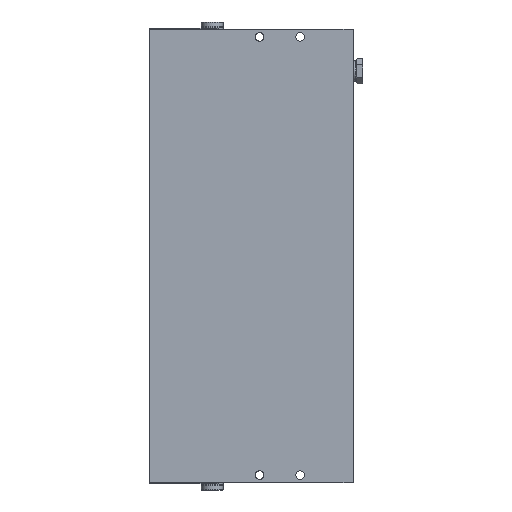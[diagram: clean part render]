
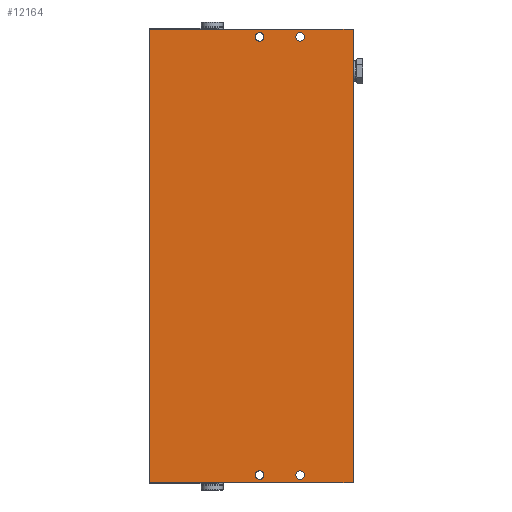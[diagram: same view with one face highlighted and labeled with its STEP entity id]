
A CAD part, front view. The second image highlights one B-rep face of the part: STEP entity #12164.
In plain terms, the highlighted planar face has unit normal (0, -1, 0).
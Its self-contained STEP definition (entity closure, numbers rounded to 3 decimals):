
#905=CIRCLE('',#13396,2.75);
#906=CIRCLE('',#13397,2.75);
#907=CIRCLE('',#13398,2.75);
#908=CIRCLE('',#13399,2.75);
#1882=ORIENTED_EDGE('',*,*,#4915,.T.);
#1883=ORIENTED_EDGE('',*,*,#4916,.T.);
#1884=ORIENTED_EDGE('',*,*,#4917,.T.);
#1885=ORIENTED_EDGE('',*,*,#4918,.T.);
#1886=ORIENTED_EDGE('',*,*,#4919,.T.);
#1887=ORIENTED_EDGE('',*,*,#4920,.F.);
#1888=ORIENTED_EDGE('',*,*,#4800,.F.);
#1889=ORIENTED_EDGE('',*,*,#4401,.T.);
#4401=EDGE_CURVE('',#5920,#5919,#7161,.T.);
#4800=EDGE_CURVE('',#5920,#6317,#7324,.T.);
#4915=EDGE_CURVE('',#6431,#6431,#905,.T.);
#4916=EDGE_CURVE('',#6432,#6432,#906,.T.);
#4917=EDGE_CURVE('',#6433,#6433,#907,.T.);
#4918=EDGE_CURVE('',#6434,#6434,#908,.T.);
#4919=EDGE_CURVE('',#5919,#6435,#7372,.T.);
#4920=EDGE_CURVE('',#6317,#6435,#7373,.T.);
#5919=VERTEX_POINT('',#18762);
#5920=VERTEX_POINT('',#18764);
#6317=VERTEX_POINT('',#19562);
#6431=VERTEX_POINT('',#19795);
#6432=VERTEX_POINT('',#19797);
#6433=VERTEX_POINT('',#19799);
#6434=VERTEX_POINT('',#19801);
#6435=VERTEX_POINT('',#19803);
#7161=LINE('',#18763,#7863);
#7324=LINE('',#19561,#8026);
#7372=LINE('',#19802,#8074);
#7373=LINE('',#19804,#8075);
#7863=VECTOR('',#14747,1000.);
#8026=VECTOR('',#15386,1000.);
#8074=VECTOR('',#15584,1000.);
#8075=VECTOR('',#15585,1000.);
#8825=EDGE_LOOP('',(#1882));
#8826=EDGE_LOOP('',(#1883));
#8827=EDGE_LOOP('',(#1884));
#8828=EDGE_LOOP('',(#1885));
#8829=EDGE_LOOP('',(#1886,#1887,#1888,#1889));
#10401=FACE_BOUND('',#8825,.T.);
#10402=FACE_BOUND('',#8826,.T.);
#10403=FACE_BOUND('',#8827,.T.);
#10404=FACE_BOUND('',#8828,.T.);
#10405=FACE_BOUND('',#8829,.T.);
#11752=PLANE('',#13395);
#12164=ADVANCED_FACE('',(#10401,#10402,#10403,#10404,#10405),#11752,.F.);
#13395=AXIS2_PLACEMENT_3D('',#19793,#15574,#15575);
#13396=AXIS2_PLACEMENT_3D('',#19794,#15576,#15577);
#13397=AXIS2_PLACEMENT_3D('',#19796,#15578,#15579);
#13398=AXIS2_PLACEMENT_3D('',#19798,#15580,#15581);
#13399=AXIS2_PLACEMENT_3D('',#19800,#15582,#15583);
#14747=DIRECTION('',(0.,0.,-1.));
#15386=DIRECTION('',(1.,0.,0.));
#15574=DIRECTION('',(0.,1.,0.));
#15575=DIRECTION('',(0.,0.,1.));
#15576=DIRECTION('',(0.,1.,0.));
#15577=DIRECTION('',(0.,0.,1.));
#15578=DIRECTION('',(0.,1.,0.));
#15579=DIRECTION('',(0.,0.,1.));
#15580=DIRECTION('',(0.,1.,0.));
#15581=DIRECTION('',(0.,0.,1.));
#15582=DIRECTION('',(0.,1.,0.));
#15583=DIRECTION('',(0.,0.,1.));
#15584=DIRECTION('',(1.,0.,0.));
#15585=DIRECTION('',(0.,0.,-1.));
#18762=CARTESIAN_POINT('',(0.,-42.5,0.));
#18763=CARTESIAN_POINT('',(0.,-42.5,291.5));
#18764=CARTESIAN_POINT('',(0.,-42.5,291.5));
#19561=CARTESIAN_POINT('',(0.,-42.5,291.5));
#19562=CARTESIAN_POINT('',(131.,-42.5,291.5));
#19793=CARTESIAN_POINT('',(0.,-42.5,291.5));
#19794=CARTESIAN_POINT('',(60.,-42.5,5.));
#19795=CARTESIAN_POINT('',(60.,-42.5,7.75));
#19796=CARTESIAN_POINT('',(34.,-42.5,286.5));
#19797=CARTESIAN_POINT('',(34.,-42.5,289.25));
#19798=CARTESIAN_POINT('',(60.,-42.5,286.5));
#19799=CARTESIAN_POINT('',(60.,-42.5,289.25));
#19800=CARTESIAN_POINT('',(34.,-42.5,5.));
#19801=CARTESIAN_POINT('',(34.,-42.5,7.75));
#19802=CARTESIAN_POINT('',(0.,-42.5,0.));
#19803=CARTESIAN_POINT('',(131.,-42.5,0.));
#19804=CARTESIAN_POINT('',(131.,-42.5,291.5));
